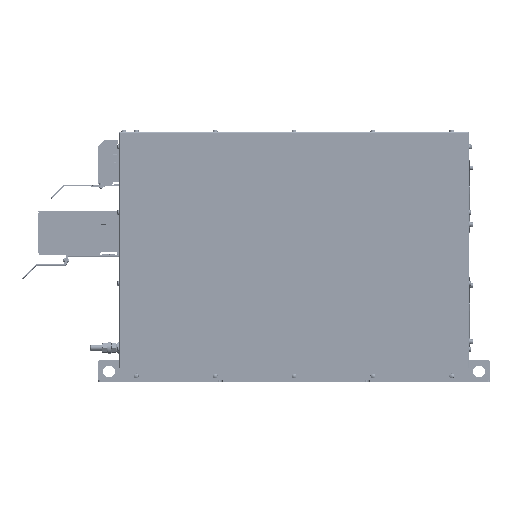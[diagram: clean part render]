
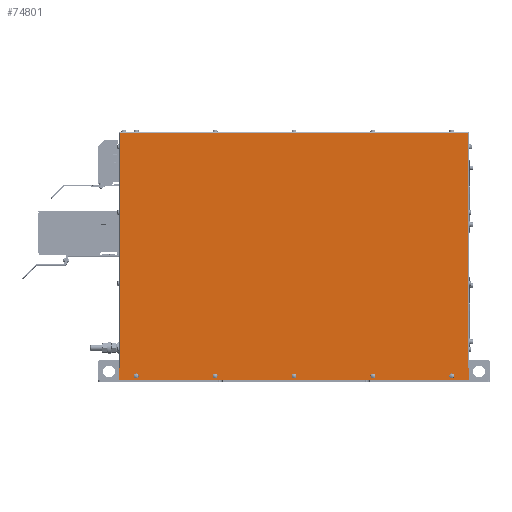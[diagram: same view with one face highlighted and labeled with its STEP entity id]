
A CAD part, front view. The second image highlights one B-rep face of the part: STEP entity #74801.
In plain terms, the highlighted face is planar.
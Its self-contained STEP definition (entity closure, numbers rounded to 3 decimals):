
#3561=PLANE('',#78878);
#5914=LINE('',#107812,#12955);
#5930=LINE('',#107853,#12971);
#5933=LINE('',#107859,#12974);
#5936=LINE('',#107865,#12977);
#5939=LINE('',#107871,#12980);
#5949=LINE('',#107894,#12990);
#5957=LINE('',#107914,#12998);
#5959=LINE('',#107918,#13000);
#5960=LINE('',#107919,#13001);
#5961=LINE('',#107920,#13002);
#12955=VECTOR('',#86219,480.);
#12971=VECTOR('',#86261,480.);
#12974=VECTOR('',#86266,0.2);
#12977=VECTOR('',#86271,2.);
#12980=VECTOR('',#86276,23.8);
#12990=VECTOR('',#86298,709.);
#12998=VECTOR('',#86318,2.);
#13000=VECTOR('',#86322,713.);
#13001=VECTOR('',#86323,23.8);
#13002=VECTOR('',#86324,0.2);
#20020=FACE_BOUND('',#25175,.T.);
#20021=FACE_BOUND('',#25176,.T.);
#20022=FACE_BOUND('',#25177,.T.);
#20023=FACE_BOUND('',#25178,.T.);
#20024=FACE_BOUND('',#25179,.T.);
#21149=FACE_OUTER_BOUND('',#25174,.T.);
#25174=EDGE_LOOP('',(#52678,#52679,#52680,#52681,#52682,#52683,#52684,#52685,
#52686,#52687));
#25175=EDGE_LOOP('',(#52688));
#25176=EDGE_LOOP('',(#52689));
#25177=EDGE_LOOP('',(#52690));
#25178=EDGE_LOOP('',(#52691));
#25179=EDGE_LOOP('',(#52692));
#30196=CIRCLE('',#78785,3.25);
#30198=CIRCLE('',#78788,3.25);
#30200=CIRCLE('',#78791,3.25);
#30202=CIRCLE('',#78794,3.25);
#30204=CIRCLE('',#78797,3.25);
#33421=VERTEX_POINT('',#107685);
#33423=VERTEX_POINT('',#107690);
#33425=VERTEX_POINT('',#107695);
#33427=VERTEX_POINT('',#107700);
#33429=VERTEX_POINT('',#107705);
#33465=VERTEX_POINT('',#107797);
#33466=VERTEX_POINT('',#107801);
#33477=VERTEX_POINT('',#107838);
#33478=VERTEX_POINT('',#107842);
#33481=VERTEX_POINT('',#107857);
#33483=VERTEX_POINT('',#107863);
#33485=VERTEX_POINT('',#107869);
#33497=VERTEX_POINT('',#107911);
#33498=VERTEX_POINT('',#107913);
#33499=VERTEX_POINT('',#107917);
#41196=EDGE_CURVE('',#33421,#33421,#30196,.T.);
#41198=EDGE_CURVE('',#33423,#33423,#30198,.T.);
#41200=EDGE_CURVE('',#33425,#33425,#30200,.T.);
#41202=EDGE_CURVE('',#33427,#33427,#30202,.T.);
#41204=EDGE_CURVE('',#33429,#33429,#30204,.T.);
#41250=EDGE_CURVE('',#33465,#33466,#5914,.T.);
#41270=EDGE_CURVE('',#33477,#33478,#5930,.T.);
#41273=EDGE_CURVE('',#33478,#33481,#5933,.T.);
#41276=EDGE_CURVE('',#33481,#33483,#5936,.T.);
#41279=EDGE_CURVE('',#33485,#33483,#5939,.T.);
#41291=EDGE_CURVE('',#33466,#33477,#5949,.T.);
#41301=EDGE_CURVE('',#33498,#33497,#5957,.T.);
#41303=EDGE_CURVE('',#33499,#33485,#5959,.T.);
#41304=EDGE_CURVE('',#33498,#33499,#5960,.T.);
#41305=EDGE_CURVE('',#33497,#33465,#5961,.T.);
#52678=ORIENTED_EDGE('',*,*,#41276,.T.);
#52679=ORIENTED_EDGE('',*,*,#41279,.F.);
#52680=ORIENTED_EDGE('',*,*,#41303,.F.);
#52681=ORIENTED_EDGE('',*,*,#41304,.F.);
#52682=ORIENTED_EDGE('',*,*,#41301,.T.);
#52683=ORIENTED_EDGE('',*,*,#41305,.T.);
#52684=ORIENTED_EDGE('',*,*,#41250,.T.);
#52685=ORIENTED_EDGE('',*,*,#41291,.T.);
#52686=ORIENTED_EDGE('',*,*,#41270,.T.);
#52687=ORIENTED_EDGE('',*,*,#41273,.T.);
#52688=ORIENTED_EDGE('',*,*,#41196,.T.);
#52689=ORIENTED_EDGE('',*,*,#41198,.T.);
#52690=ORIENTED_EDGE('',*,*,#41200,.T.);
#52691=ORIENTED_EDGE('',*,*,#41202,.T.);
#52692=ORIENTED_EDGE('',*,*,#41204,.T.);
#74801=ADVANCED_FACE('',(#21149,#20020,#20021,#20022,#20023,#20024),#3561,
 .T.);
#78785=AXIS2_PLACEMENT_3D('',#107686,#86074,#86075);
#78788=AXIS2_PLACEMENT_3D('',#107691,#86080,#86081);
#78791=AXIS2_PLACEMENT_3D('',#107696,#86086,#86087);
#78794=AXIS2_PLACEMENT_3D('',#107701,#86092,#86093);
#78797=AXIS2_PLACEMENT_3D('',#107706,#86098,#86099);
#78878=AXIS2_PLACEMENT_3D('',#107916,#86320,#86321);
#86074=DIRECTION('center_axis',(0.,0.,-1.));
#86075=DIRECTION('ref_axis',(1.,0.,0.));
#86080=DIRECTION('center_axis',(0.,0.,-1.));
#86081=DIRECTION('ref_axis',(1.,0.,0.));
#86086=DIRECTION('center_axis',(0.,0.,-1.));
#86087=DIRECTION('ref_axis',(1.,0.,0.));
#86092=DIRECTION('center_axis',(0.,0.,-1.));
#86093=DIRECTION('ref_axis',(1.,0.,0.));
#86098=DIRECTION('center_axis',(0.,0.,-1.));
#86099=DIRECTION('ref_axis',(1.,0.,0.));
#86219=DIRECTION('',(0.,1.,0.));
#86261=DIRECTION('',(0.,-1.,0.));
#86266=DIRECTION('',(0.,-1.,0.));
#86271=DIRECTION('',(-1.,0.,0.));
#86276=DIRECTION('',(0.,1.,0.));
#86298=DIRECTION('',(-1.,0.,0.));
#86318=DIRECTION('',(-1.,0.,0.));
#86320=DIRECTION('center_axis',(0.,0.,1.));
#86321=DIRECTION('ref_axis',(1.,0.,0.));
#86322=DIRECTION('',(-1.,0.,0.));
#86323=DIRECTION('',(0.,-1.,0.));
#86324=DIRECTION('',(0.,1.,0.));
#107685=CARTESIAN_POINT('',(325.25,-244.5,1.));
#107686=CARTESIAN_POINT('Origin',(322.,-244.5,1.));
#107690=CARTESIAN_POINT('',(164.25,-244.5,1.));
#107691=CARTESIAN_POINT('Origin',(161.,-244.5,1.));
#107695=CARTESIAN_POINT('',(3.25,-244.5,1.));
#107696=CARTESIAN_POINT('Origin',(0.,-244.5,1.));
#107700=CARTESIAN_POINT('',(-157.75,-244.5,1.));
#107701=CARTESIAN_POINT('Origin',(-161.,-244.5,1.));
#107705=CARTESIAN_POINT('',(-318.75,-244.5,1.));
#107706=CARTESIAN_POINT('Origin',(-322.,-244.5,1.));
#107797=CARTESIAN_POINT('',(354.5,-229.,1.));
#107801=CARTESIAN_POINT('',(354.5,251.,1.));
#107812=CARTESIAN_POINT('',(354.5,125.5,1.));
#107838=CARTESIAN_POINT('',(-354.5,251.,1.));
#107842=CARTESIAN_POINT('',(-354.5,-229.,1.));
#107853=CARTESIAN_POINT('',(-354.5,-114.6,1.));
#107857=CARTESIAN_POINT('',(-354.5,-229.2,1.));
#107859=CARTESIAN_POINT('',(-354.5,-114.6,1.));
#107863=CARTESIAN_POINT('',(-356.5,-229.2,1.));
#107865=CARTESIAN_POINT('',(-178.25,-229.2,1.));
#107869=CARTESIAN_POINT('',(-356.5,-253.,1.));
#107871=CARTESIAN_POINT('',(-356.5,253.,1.));
#107894=CARTESIAN_POINT('',(-178.25,251.,1.));
#107911=CARTESIAN_POINT('',(354.5,-229.2,1.));
#107913=CARTESIAN_POINT('',(356.5,-229.2,1.));
#107914=CARTESIAN_POINT('',(177.25,-229.2,1.));
#107916=CARTESIAN_POINT('Origin',(0.,0.,
1.));
#107917=CARTESIAN_POINT('',(356.5,-253.,1.));
#107918=CARTESIAN_POINT('',(-356.5,-253.,1.));
#107919=CARTESIAN_POINT('',(356.5,-253.,1.));
#107920=CARTESIAN_POINT('',(354.5,125.5,1.));
